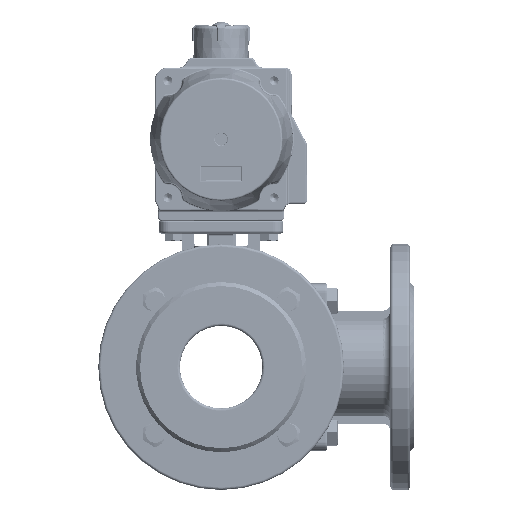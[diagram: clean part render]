
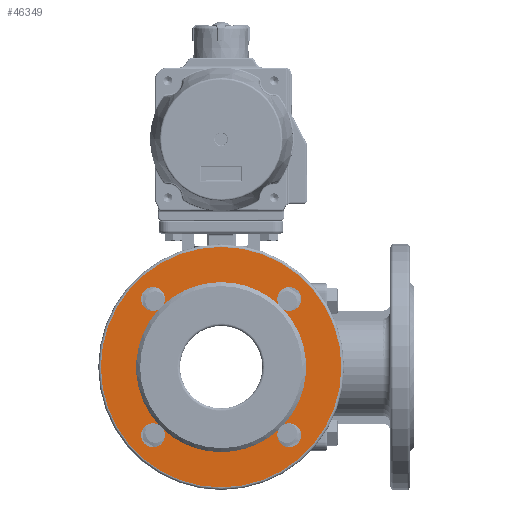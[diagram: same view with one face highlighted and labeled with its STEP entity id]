
A CAD part, front view. The second image highlights one B-rep face of the part: STEP entity #46349.
In plain terms, the highlighted planar face has unit normal (0, -1, 0).
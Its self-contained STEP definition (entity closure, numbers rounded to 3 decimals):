
#1787=PLANE('',#49980);
#14164=ORIENTED_EDGE('',*,*,#26525,.T.);
#14165=ORIENTED_EDGE('',*,*,#26526,.T.);
#14166=ORIENTED_EDGE('',*,*,#26432,.T.);
#14167=ORIENTED_EDGE('',*,*,#26527,.T.);
#14168=ORIENTED_EDGE('',*,*,#26528,.T.);
#14169=ORIENTED_EDGE('',*,*,#26456,.T.);
#14170=ORIENTED_EDGE('',*,*,#26436,.T.);
#14171=ORIENTED_EDGE('',*,*,#26529,.T.);
#14172=ORIENTED_EDGE('',*,*,#26438,.T.);
#14173=ORIENTED_EDGE('',*,*,#26455,.T.);
#14174=ORIENTED_EDGE('',*,*,#26442,.T.);
#14175=ORIENTED_EDGE('',*,*,#26530,.T.);
#14176=ORIENTED_EDGE('',*,*,#26444,.T.);
#14177=ORIENTED_EDGE('',*,*,#26454,.T.);
#14178=ORIENTED_EDGE('',*,*,#26531,.T.);
#14179=ORIENTED_EDGE('',*,*,#26532,.T.);
#14180=ORIENTED_EDGE('',*,*,#26448,.T.);
#14181=ORIENTED_EDGE('',*,*,#26533,.T.);
#14182=ORIENTED_EDGE('',*,*,#26424,.T.);
#14183=ORIENTED_EDGE('',*,*,#26534,.T.);
#26424=EDGE_CURVE('',#32866,#32864,#36613,.T.);
#26432=EDGE_CURVE('',#32874,#32872,#36620,.T.);
#26436=EDGE_CURVE('',#32878,#32876,#36622,.T.);
#26438=EDGE_CURVE('',#32880,#32879,#36623,.T.);
#26442=EDGE_CURVE('',#32884,#32882,#36625,.T.);
#26444=EDGE_CURVE('',#32886,#32885,#36626,.T.);
#26448=EDGE_CURVE('',#32890,#32888,#36628,.T.);
#26454=EDGE_CURVE('',#32885,#32895,#36631,.T.);
#26455=EDGE_CURVE('',#32879,#32884,#36632,.T.);
#26456=EDGE_CURVE('',#32893,#32878,#36633,.T.);
#26525=EDGE_CURVE('',#32928,#32929,#36656,.T.);
#26526=EDGE_CURVE('',#32929,#32874,#36657,.T.);
#26527=EDGE_CURVE('',#32872,#32930,#36658,.T.);
#26528=EDGE_CURVE('',#32930,#32893,#36659,.T.);
#26529=EDGE_CURVE('',#32876,#32880,#36660,.T.);
#26530=EDGE_CURVE('',#32882,#32886,#36661,.T.);
#26531=EDGE_CURVE('',#32895,#32931,#36662,.T.);
#26532=EDGE_CURVE('',#32931,#32890,#36663,.T.);
#26533=EDGE_CURVE('',#32888,#32928,#36664,.T.);
#26534=EDGE_CURVE('',#32864,#32866,#36665,.T.);
#32864=VERTEX_POINT('',#78159);
#32866=VERTEX_POINT('',#78162);
#32872=VERTEX_POINT('',#78177);
#32874=VERTEX_POINT('',#78180);
#32876=VERTEX_POINT('',#78186);
#32878=VERTEX_POINT('',#78189);
#32879=VERTEX_POINT('',#78194);
#32880=VERTEX_POINT('',#78196);
#32882=VERTEX_POINT('',#78202);
#32884=VERTEX_POINT('',#78205);
#32885=VERTEX_POINT('',#78210);
#32886=VERTEX_POINT('',#78212);
#32888=VERTEX_POINT('',#78218);
#32890=VERTEX_POINT('',#78221);
#32893=VERTEX_POINT('',#78228);
#32895=VERTEX_POINT('',#78232);
#32928=VERTEX_POINT('',#78363);
#32929=VERTEX_POINT('',#78364);
#32930=VERTEX_POINT('',#78367);
#32931=VERTEX_POINT('',#78372);
#36613=CIRCLE('',#49906,90.5);
#36620=CIRCLE('',#49915,9.);
#36622=CIRCLE('',#49918,9.);
#36623=CIRCLE('',#49919,9.);
#36625=CIRCLE('',#49922,9.);
#36626=CIRCLE('',#49923,9.);
#36628=CIRCLE('',#49926,9.);
#36631=CIRCLE('',#49930,64.);
#36632=CIRCLE('',#49931,64.);
#36633=CIRCLE('',#49932,64.);
#36656=CIRCLE('',#49981,64.);
#36657=CIRCLE('',#49982,9.);
#36658=CIRCLE('',#49983,9.);
#36659=CIRCLE('',#49984,64.);
#36660=CIRCLE('',#49985,9.);
#36661=CIRCLE('',#49986,9.);
#36662=CIRCLE('',#49987,64.);
#36663=CIRCLE('',#49988,9.);
#36664=CIRCLE('',#49989,9.);
#36665=CIRCLE('',#49990,90.5);
#39186=EDGE_LOOP('',(#14164,#14165,#14166,#14167,#14168,#14169,#14170,#14171,
#14172,#14173,#14174,#14175,#14176,#14177,#14178,#14179,#14180,#14181));
#39187=EDGE_LOOP('',(#14182,#14183));
#42636=FACE_BOUND('',#39186,.T.);
#42637=FACE_BOUND('',#39187,.T.);
#46349=ADVANCED_FACE('',(#42636,#42637),#1787,.F.);
#49906=AXIS2_PLACEMENT_3D('',#78161,#56399,#56400);
#49915=AXIS2_PLACEMENT_3D('',#78179,#56418,#56419);
#49918=AXIS2_PLACEMENT_3D('',#78188,#56426,#56427);
#49919=AXIS2_PLACEMENT_3D('',#78195,#56428,#56429);
#49922=AXIS2_PLACEMENT_3D('',#78204,#56436,#56437);
#49923=AXIS2_PLACEMENT_3D('',#78211,#56438,#56439);
#49926=AXIS2_PLACEMENT_3D('',#78220,#56446,#56447);
#49930=AXIS2_PLACEMENT_3D('',#78233,#56457,#56458);
#49931=AXIS2_PLACEMENT_3D('',#78234,#56459,#56460);
#49932=AXIS2_PLACEMENT_3D('',#78235,#56461,#56462);
#49980=AXIS2_PLACEMENT_3D('',#78361,#56603,#56604);
#49981=AXIS2_PLACEMENT_3D('',#78362,#56605,#56606);
#49982=AXIS2_PLACEMENT_3D('',#78365,#56607,#56608);
#49983=AXIS2_PLACEMENT_3D('',#78366,#56609,#56610);
#49984=AXIS2_PLACEMENT_3D('',#78368,#56611,#56612);
#49985=AXIS2_PLACEMENT_3D('',#78369,#56613,#56614);
#49986=AXIS2_PLACEMENT_3D('',#78370,#56615,#56616);
#49987=AXIS2_PLACEMENT_3D('',#78371,#56617,#56618);
#49988=AXIS2_PLACEMENT_3D('',#78373,#56619,#56620);
#49989=AXIS2_PLACEMENT_3D('',#78374,#56621,#56622);
#49990=AXIS2_PLACEMENT_3D('',#78375,#56623,#56624);
#56399=DIRECTION('',(0.,-1.,0.));
#56400=DIRECTION('',(0.,0.,1.));
#56418=DIRECTION('',(0.,1.,0.));
#56419=DIRECTION('',(0.,0.,1.));
#56426=DIRECTION('',(0.,1.,0.));
#56427=DIRECTION('',(0.,0.,1.));
#56428=DIRECTION('',(0.,1.,0.));
#56429=DIRECTION('',(0.,0.,1.));
#56436=DIRECTION('',(0.,1.,0.));
#56437=DIRECTION('',(0.,0.,1.));
#56438=DIRECTION('',(0.,1.,0.));
#56439=DIRECTION('',(0.,0.,1.));
#56446=DIRECTION('',(0.,1.,0.));
#56447=DIRECTION('',(0.,0.,1.));
#56457=DIRECTION('',(0.,1.,0.));
#56458=DIRECTION('',(0.,0.,1.));
#56459=DIRECTION('',(0.,1.,0.));
#56460=DIRECTION('',(0.,0.,1.));
#56461=DIRECTION('',(0.,1.,0.));
#56462=DIRECTION('',(0.,0.,1.));
#56603=DIRECTION('',(0.,1.,0.));
#56604=DIRECTION('',(0.,0.,1.));
#56605=DIRECTION('',(0.,1.,0.));
#56606=DIRECTION('',(0.,0.,1.));
#56607=DIRECTION('',(0.,1.,0.));
#56608=DIRECTION('',(0.,0.,1.));
#56609=DIRECTION('',(0.,1.,0.));
#56610=DIRECTION('',(0.,0.,1.));
#56611=DIRECTION('',(0.,1.,0.));
#56612=DIRECTION('',(0.,0.,1.));
#56613=DIRECTION('',(0.,1.,0.));
#56614=DIRECTION('',(0.,0.,1.));
#56615=DIRECTION('',(0.,1.,0.));
#56616=DIRECTION('',(0.,0.,1.));
#56617=DIRECTION('',(0.,1.,0.));
#56618=DIRECTION('',(0.,0.,1.));
#56619=DIRECTION('',(0.,1.,0.));
#56620=DIRECTION('',(0.,0.,1.));
#56621=DIRECTION('',(0.,1.,0.));
#56622=DIRECTION('',(0.,0.,1.));
#56623=DIRECTION('',(0.,-1.,0.));
#56624=DIRECTION('',(0.,0.,1.));
#78159=CARTESIAN_POINT('',(0.,3.,-90.5));
#78161=CARTESIAN_POINT('',(0.,3.,0.));
#78162=CARTESIAN_POINT('',(0.,3.,90.5));
#78177=CARTESIAN_POINT('',(51.265,3.,-60.265));
#78179=CARTESIAN_POINT('',(51.265,3.,-51.265));
#78180=CARTESIAN_POINT('',(51.265,3.,-42.265));
#78186=CARTESIAN_POINT('',(-51.265,3.,-60.265));
#78188=CARTESIAN_POINT('',(-51.265,3.,-51.265));
#78189=CARTESIAN_POINT('',(-43.247,3.,-47.177));
#78194=CARTESIAN_POINT('',(-47.177,3.,-43.247));
#78195=CARTESIAN_POINT('',(-51.265,3.,-51.265));
#78196=CARTESIAN_POINT('',(-51.265,3.,-42.265));
#78202=CARTESIAN_POINT('',(-51.265,3.,42.265));
#78204=CARTESIAN_POINT('',(-51.265,3.,51.265));
#78205=CARTESIAN_POINT('',(-47.177,3.,43.247));
#78210=CARTESIAN_POINT('',(-43.247,3.,47.177));
#78211=CARTESIAN_POINT('',(-51.265,3.,51.265));
#78212=CARTESIAN_POINT('',(-51.265,3.,60.265));
#78218=CARTESIAN_POINT('',(51.265,3.,42.265));
#78220=CARTESIAN_POINT('',(51.265,3.,51.265));
#78221=CARTESIAN_POINT('',(51.265,3.,60.265));
#78228=CARTESIAN_POINT('',(0.,3.,-64.));
#78232=CARTESIAN_POINT('',(0.,3.,64.));
#78233=CARTESIAN_POINT('',(0.,3.,0.));
#78234=CARTESIAN_POINT('',(0.,3.,0.));
#78235=CARTESIAN_POINT('',(0.,3.,0.));
#78361=CARTESIAN_POINT('',(64.,3.,0.));
#78362=CARTESIAN_POINT('',(0.,3.,0.));
#78363=CARTESIAN_POINT('',(47.177,3.,43.247));
#78364=CARTESIAN_POINT('',(47.177,3.,-43.247));
#78365=CARTESIAN_POINT('',(51.265,3.,-51.265));
#78366=CARTESIAN_POINT('',(51.265,3.,-51.265));
#78367=CARTESIAN_POINT('',(43.247,3.,-47.177));
#78368=CARTESIAN_POINT('',(0.,3.,0.));
#78369=CARTESIAN_POINT('',(-51.265,3.,-51.265));
#78370=CARTESIAN_POINT('',(-51.265,3.,51.265));
#78371=CARTESIAN_POINT('',(0.,3.,0.));
#78372=CARTESIAN_POINT('',(43.247,3.,47.177));
#78373=CARTESIAN_POINT('',(51.265,3.,51.265));
#78374=CARTESIAN_POINT('',(51.265,3.,51.265));
#78375=CARTESIAN_POINT('',(0.,3.,0.));
